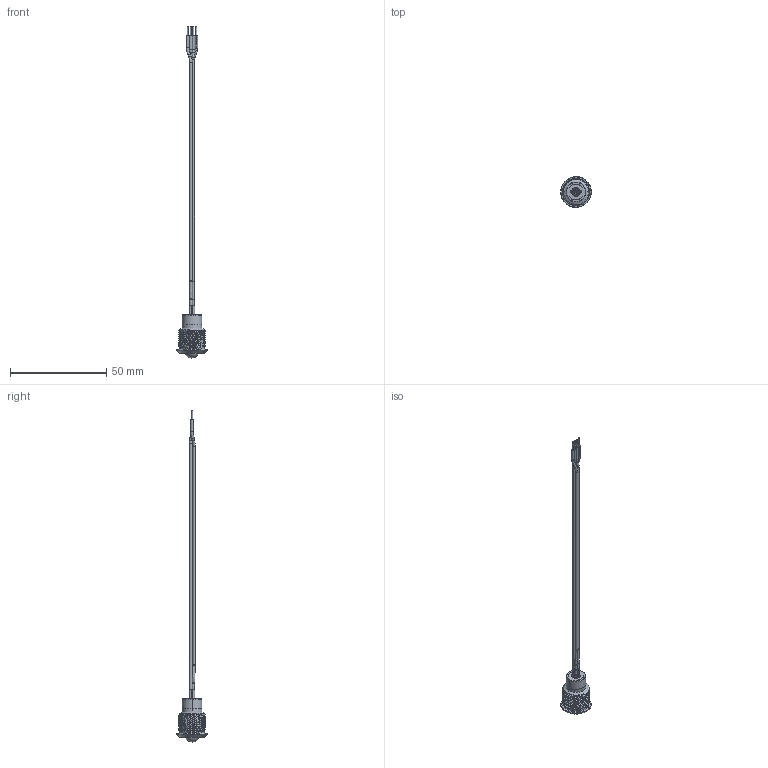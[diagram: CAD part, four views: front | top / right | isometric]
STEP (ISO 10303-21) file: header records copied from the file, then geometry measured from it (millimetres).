
FILE_DESCRIPTION(/* description */ (''),/* implementation_level */ '2;1');
FILE_NAME(/* name */ 'PVL14DWxRx.stp',/* time_stamp */ '2025-11-07T14:56:07-06:00',/* author */ ('jsteinblock'),/* organization */ (''),/* preprocessor_version */ 'ST-DEVELOPER v18.1',/* originating_system */ 'Autodesk Inventor 2022',/* authorisation */ '');
FILE_SCHEMA (('AUTOMOTIVE_DESIGN { 1 0 10303 214 3 1 1 }'));
Length unit declared in the file: inch
Products named in the file (1): PVL14DWxRx
Bounding box: 16 x 16 x 172.5 mm (x, y, z)
Volume: 1616.5 mm3; surface area: 5299.5 mm2
Topology: 3 solids, 3 shells, 261 faces, 728 edges, 457 vertices
Faces by surface type: bspline 127, plane 86, cylinder 43, torus 3, sphere 2
Full cylindrical faces by diameter (mm): 0.6 x4, 1.3 x3
Entity records: 25526 total; most frequent: CARTESIAN_POINT 19524, ORIENTED_EDGE 1456, DIRECTION 937, EDGE_CURVE 728, VERTEX_POINT 457, AXIS2_PLACEMENT_3D 343, EDGE_LOOP 280, B_SPLINE_CURVE_WITH_KNOTS 269
